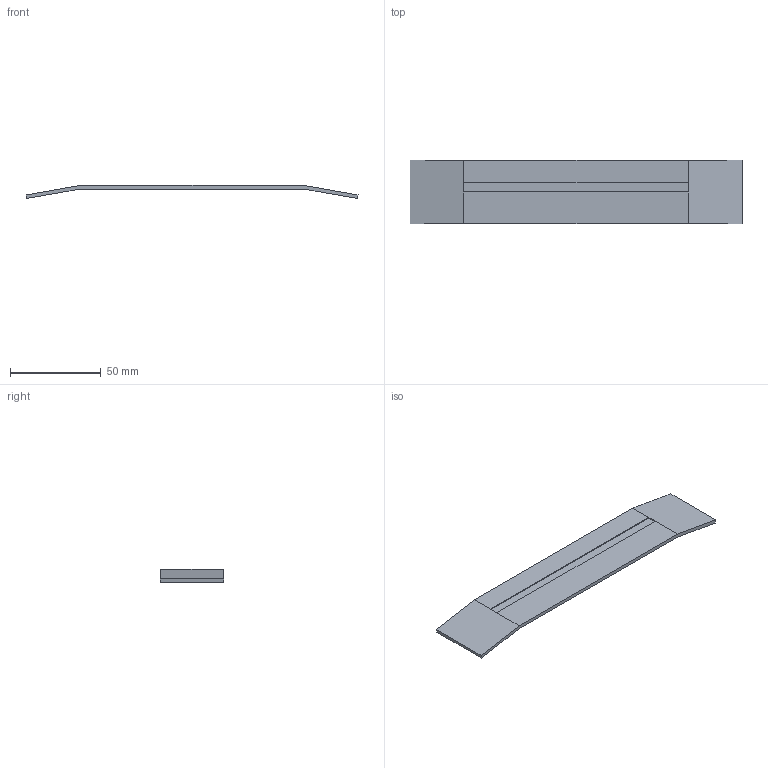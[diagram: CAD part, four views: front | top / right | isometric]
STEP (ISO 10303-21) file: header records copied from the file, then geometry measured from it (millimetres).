
FILE_DESCRIPTION(/* description */ (''),/* implementation_level */ '2;1');
FILE_NAME(/* name */ 'CYBER_truck_back v1.step',/* time_stamp */ '2020-02-13T11:26:30+00:00',/* author */ (''),/* organization */ (''),/* preprocessor_version */ 'ST-DEVELOPER v18',/* originating_system */ 'Autodesk Translation Framework v8.12.0.6',/* authorisation */ '');
FILE_SCHEMA (('AUTOMOTIVE_DESIGN { 1 0 10303 214 3 1 1 }'));
Length unit declared in the file: millimetre
Products named in the file (1): CYBER_truck_back
Bounding box: 183.09 x 35 x 7.2 mm (x, y, z)
Volume: 12546.3 mm3; surface area: 13858 mm2
Topology: 1 solids, 1 shells, 16 faces, 38 edges, 24 vertices
Faces by surface type: plane 16
Entity records: 491 total; most frequent: CARTESIAN_POINT 79, ORIENTED_EDGE 76, DIRECTION 72, LINE 38, VECTOR 38, EDGE_CURVE 38, VERTEX_POINT 24, AXIS2_PLACEMENT_3D 17
